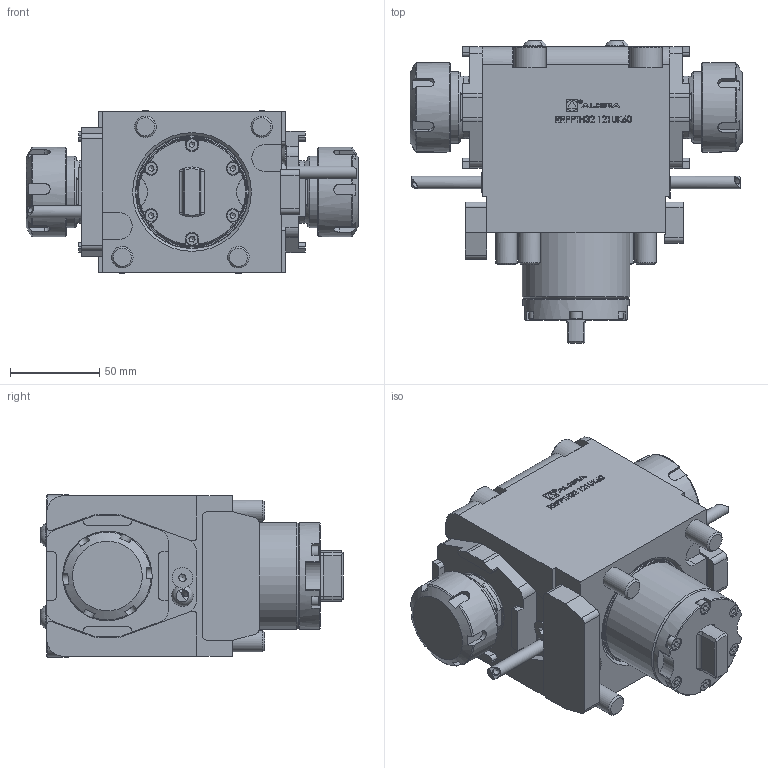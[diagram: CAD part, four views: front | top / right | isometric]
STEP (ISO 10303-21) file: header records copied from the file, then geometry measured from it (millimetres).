
FILE_DESCRIPTION (( 'STEP AP214' ), '1' );
FILE_NAME ('RRPPTH32121UK60.STEP', '2023-07-04T09:20:33', ( '' ), ( '' ), 'SwSTEP 2.0', 'SolidWorks 2016', '' );
FILE_SCHEMA (( 'AUTOMOTIVE_DESIGN' ));
Length unit declared in the file: millimetre
Products named in the file (1): RRPPTH32121UK60
Bounding box: 185.82 x 169.3 x 91 mm (x, y, z)
Volume: 1312072.3 mm3; surface area: 110424 mm2
Topology: 6 solids, 6 shells, 1043 faces, 2716 edges, 1747 vertices
Faces by surface type: plane 683, cylinder 173, bspline 78, cone 65, torus 38, sphere 6
Full cylindrical faces by diameter (mm): 1.7 x1, 2.1 x1, 4 x2, 5 x1, 6 x2, 6.366 x1, 7 x8, 8.5 x1, 10.5 x4, 11.57 x2, 12 x4, 18 x4, 40 x2, 50 x2, 59.8 x1, 60 x1, 60.6 x1
Entity records: 39373 total; most frequent: CARTESIAN_POINT 11550, ORIENTED_EDGE 5132, DIRECTION 4729, EDGE_CURVE 2566, VERTEX_POINT 1692, VECTOR 1679, LINE 1679, AXIS2_PLACEMENT_3D 1525
